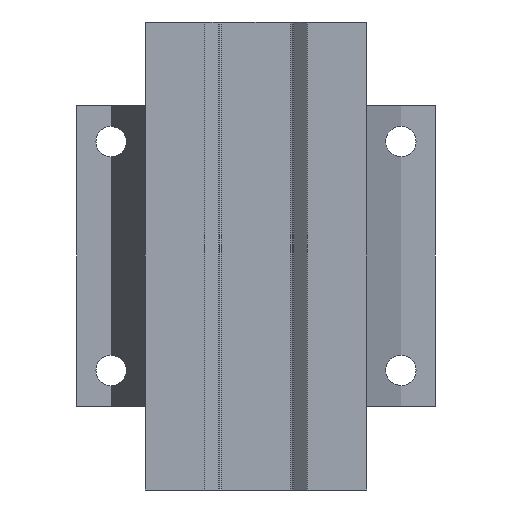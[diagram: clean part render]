
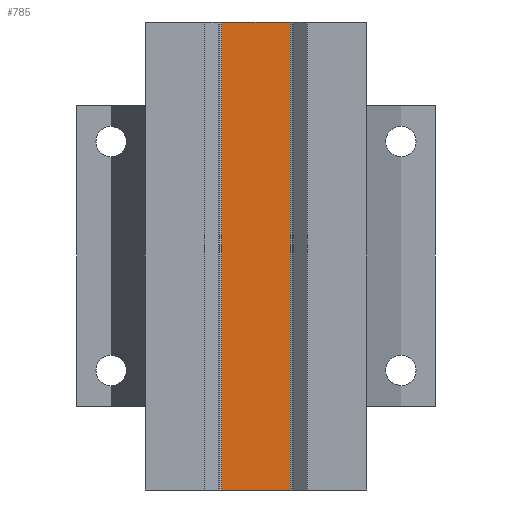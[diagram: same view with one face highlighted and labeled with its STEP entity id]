
A CAD part, front view. The second image highlights one B-rep face of the part: STEP entity #785.
In plain terms, the highlighted planar face has unit normal (0, -1, 0).
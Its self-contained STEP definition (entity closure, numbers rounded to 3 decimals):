
#84 = CARTESIAN_POINT ( 'NONE',  ( 4.49, 14.383, -30.7 ) ) ;
#93 = LINE ( 'NONE', #540, #1822 ) ;
#124 = DIRECTION ( 'NONE',  ( 0., 0., -1. ) ) ;
#230 = EDGE_CURVE ( 'NONE', #1173, #1621, #926, .T. ) ;
#250 = DIRECTION ( 'NONE',  ( -1., 0., 0. ) ) ;
#299 = EDGE_LOOP ( 'NONE', ( #462, #1623, #580, #489 ) ) ;
#356 = CARTESIAN_POINT ( 'NONE',  ( -4.49, 14.383, -30.7 ) ) ;
#375 = EDGE_CURVE ( 'NONE', #1621, #900, #93, .T. ) ;
#384 = VECTOR ( 'NONE', #250, 1000. ) ;
#402 = CARTESIAN_POINT ( 'NONE',  ( -4.49, 14.383, 30.7 ) ) ;
#462 = ORIENTED_EDGE ( 'NONE', *, *, #1476, .T. ) ;
#475 = AXIS2_PLACEMENT_3D ( 'NONE', #1829, #1653, #821 ) ;
#489 = ORIENTED_EDGE ( 'NONE', *, *, #230, .F. ) ;
#529 = VECTOR ( 'NONE', #1212, 1000. ) ;
#540 = CARTESIAN_POINT ( 'NONE',  ( 4.49, 14.383, 19.7 ) ) ;
#580 = ORIENTED_EDGE ( 'NONE', *, *, #375, .F. ) ;
#719 = VERTEX_POINT ( 'NONE', #356 ) ;
#739 = VECTOR ( 'NONE', #1345, 1000. ) ;
#756 = EDGE_CURVE ( 'NONE', #900, #719, #934, .T. ) ;
#769 = LINE ( 'NONE', #888, #739 ) ;
#785 = ADVANCED_FACE ( 'NONE', ( #1262 ), #1224, .F. ) ;
#821 = DIRECTION ( 'NONE',  ( -1., 0., 0. ) ) ;
#888 = CARTESIAN_POINT ( 'NONE',  ( -4.49, 14.383, 19.7 ) ) ;
#900 = VERTEX_POINT ( 'NONE', #1513 ) ;
#926 = LINE ( 'NONE', #1638, #529 ) ;
#934 = LINE ( 'NONE', #84, #384 ) ;
#1099 = CARTESIAN_POINT ( 'NONE',  ( 4.49, 14.383, 30.7 ) ) ;
#1173 = VERTEX_POINT ( 'NONE', #402 ) ;
#1212 = DIRECTION ( 'NONE',  ( 1., 0., 0. ) ) ;
#1224 = PLANE ( 'NONE',  #475 ) ;
#1262 = FACE_OUTER_BOUND ( 'NONE', #299, .T. ) ;
#1345 = DIRECTION ( 'NONE',  ( 0., 0., -1. ) ) ;
#1476 = EDGE_CURVE ( 'NONE', #1173, #719, #769, .T. ) ;
#1513 = CARTESIAN_POINT ( 'NONE',  ( 4.49, 14.383, -30.7 ) ) ;
#1621 = VERTEX_POINT ( 'NONE', #1099 ) ;
#1623 = ORIENTED_EDGE ( 'NONE', *, *, #756, .F. ) ;
#1638 = CARTESIAN_POINT ( 'NONE',  ( -4.49, 14.383, 30.7 ) ) ;
#1653 = DIRECTION ( 'NONE',  ( 0., 1., 0. ) ) ;
#1822 = VECTOR ( 'NONE', #124, 1000. ) ;
#1829 = CARTESIAN_POINT ( 'NONE',  ( 0., 14.383, 19.7 ) ) ;
